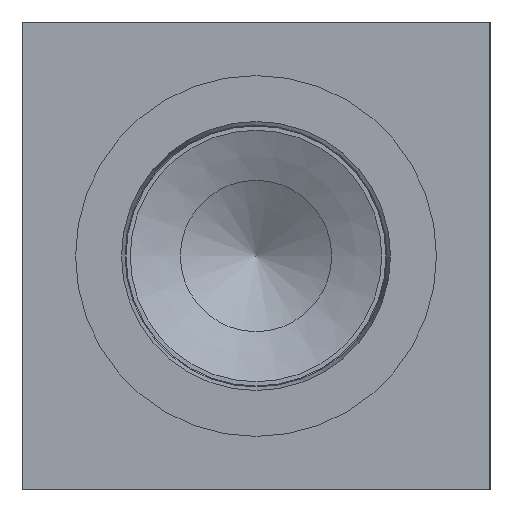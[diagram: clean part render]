
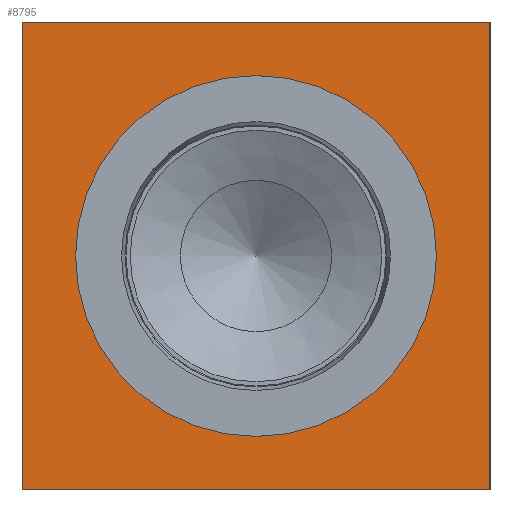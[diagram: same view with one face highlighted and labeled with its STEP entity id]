
A CAD part, left-side view. The second image highlights one B-rep face of the part: STEP entity #8795.
In plain terms, the highlighted planar face has unit normal (-1, 0, 0).
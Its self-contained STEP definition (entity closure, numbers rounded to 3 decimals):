
#351=CIRCLE('',#9385,44.069);
#352=CIRCLE('',#9386,44.069);
#420=FACE_BOUND('',#1705,.T.);
#1192=FACE_OUTER_BOUND('',#1704,.T.);
#1704=EDGE_LOOP('',(#7747,#7748,#7749,#7750));
#1705=EDGE_LOOP('',(#7751,#7752));
#2013=LINE('',#13569,#2793);
#2498=LINE('',#15203,#3278);
#2499=LINE('',#15204,#3279);
#2500=LINE('',#15205,#3280);
#2793=VECTOR('',#9842,10.);
#3278=VECTOR('',#11349,10.);
#3279=VECTOR('',#11350,10.);
#3280=VECTOR('',#11351,10.);
#3602=VERTEX_POINT('',#13562);
#3605=VERTEX_POINT('',#13567);
#4104=VERTEX_POINT('',#15172);
#4105=VERTEX_POINT('',#15173);
#4114=VERTEX_POINT('',#15201);
#4115=VERTEX_POINT('',#15202);
#4595=EDGE_CURVE('',#3605,#3602,#2013,.T.);
#5322=EDGE_CURVE('',#4104,#4105,#351,.T.);
#5323=EDGE_CURVE('',#4105,#4104,#352,.T.);
#5336=EDGE_CURVE('',#4114,#4115,#2498,.T.);
#5337=EDGE_CURVE('',#4115,#3602,#2499,.T.);
#5338=EDGE_CURVE('',#4114,#3605,#2500,.T.);
#7747=ORIENTED_EDGE('',*,*,#5336,.T.);
#7748=ORIENTED_EDGE('',*,*,#5337,.T.);
#7749=ORIENTED_EDGE('',*,*,#4595,.F.);
#7750=ORIENTED_EDGE('',*,*,#5338,.F.);
#7751=ORIENTED_EDGE('',*,*,#5322,.T.);
#7752=ORIENTED_EDGE('',*,*,#5323,.T.);
#8033=PLANE('',#9399);
#8795=ADVANCED_FACE('',(#1192,#420),#8033,.T.);
#9385=AXIS2_PLACEMENT_3D('',#15174,#11315,#11316);
#9386=AXIS2_PLACEMENT_3D('',#15175,#11317,#11318);
#9399=AXIS2_PLACEMENT_3D('',#15200,#11347,#11348);
#9842=DIRECTION('',(0.,-1.,0.));
#11315=DIRECTION('center_axis',(1.,0.,0.));
#11316=DIRECTION('ref_axis',(0.,0.,1.));
#11317=DIRECTION('center_axis',(1.,0.,0.));
#11318=DIRECTION('ref_axis',(0.,0.,1.));
#11347=DIRECTION('center_axis',(-1.,0.,0.));
#11348=DIRECTION('ref_axis',(0.,-1.,0.));
#11349=DIRECTION('',(0.,-1.,0.));
#11350=DIRECTION('',(0.,0.,1.));
#11351=DIRECTION('',(0.,0.,1.));
#13562=CARTESIAN_POINT('',(0.,0.,114.3));
#13567=CARTESIAN_POINT('',(0.,114.3,114.3));
#13569=CARTESIAN_POINT('',(0.,114.3,114.3));
#15172=CARTESIAN_POINT('',(0.,57.15,101.219));
#15173=CARTESIAN_POINT('',(0.,57.15,13.081));
#15174=CARTESIAN_POINT('Origin',(0.,57.15,57.15));
#15175=CARTESIAN_POINT('Origin',(0.,57.15,57.15));
#15200=CARTESIAN_POINT('Origin',(0.,114.3,0.));
#15201=CARTESIAN_POINT('',(0.,114.3,0.));
#15202=CARTESIAN_POINT('',(0.,0.,0.));
#15203=CARTESIAN_POINT('',(0.,114.3,0.));
#15204=CARTESIAN_POINT('',(0.,0.,0.));
#15205=CARTESIAN_POINT('',(0.,114.3,0.));
